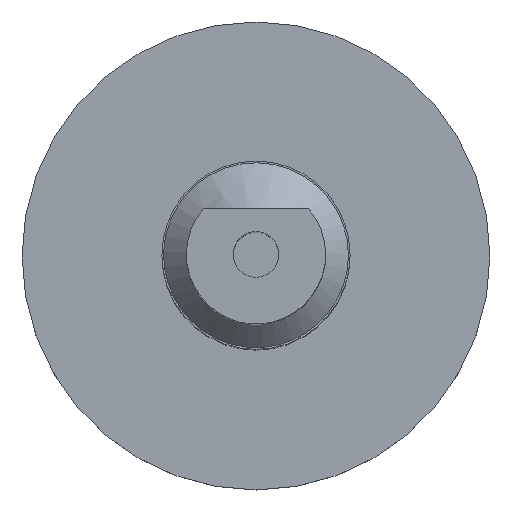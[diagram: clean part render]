
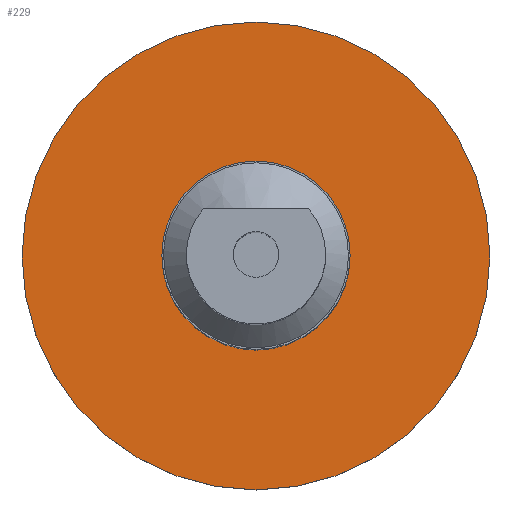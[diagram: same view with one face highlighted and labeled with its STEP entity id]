
A CAD part, top view. The second image highlights one B-rep face of the part: STEP entity #229.
In plain terms, the highlighted planar face has unit normal (0, 0, 1).
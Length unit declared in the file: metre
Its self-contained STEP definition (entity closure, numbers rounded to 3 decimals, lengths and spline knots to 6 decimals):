
#49=ORIENTED_EDGE('',*,*,#85,.F.);
#50=ORIENTED_EDGE('',*,*,#89,.F.);
#85=EDGE_CURVE('',#108,#108,#127,.T.);
#89=EDGE_CURVE('',#112,#112,#131,.T.);
#108=VERTEX_POINT('',#392);
#112=VERTEX_POINT('',#402);
#127=CIRCLE('',#262,0.004125);
#131=CIRCLE('',#268,0.01025);
#156=EDGE_LOOP('',(#49));
#157=EDGE_LOOP('',(#50));
#191=FACE_BOUND('',#156,.T.);
#192=FACE_BOUND('',#157,.T.);
#215=PLANE('',#274);
#229=ADVANCED_FACE('',(#191,#192),#215,.F.);
#262=AXIS2_PLACEMENT_3D('',#391,#311,#312);
#268=AXIS2_PLACEMENT_3D('',#401,#323,#324);
#274=AXIS2_PLACEMENT_3D('',#412,#335,#336);
#311=DIRECTION('',(0.,0.,1.));
#312=DIRECTION('',(1.,0.,0.));
#323=DIRECTION('',(0.,0.,-1.));
#324=DIRECTION('',(-1.,0.,0.));
#335=DIRECTION('',(0.,0.,-1.));
#336=DIRECTION('',(1.,0.,0.));
#391=CARTESIAN_POINT('',(0.,0.,-0.018));
#392=CARTESIAN_POINT('',(0.004125,0.,-0.018));
#401=CARTESIAN_POINT('',(0.,0.,-0.018));
#402=CARTESIAN_POINT('',(-0.01025,0.,-0.018));
#412=CARTESIAN_POINT('',(0.,0.,-0.018));
